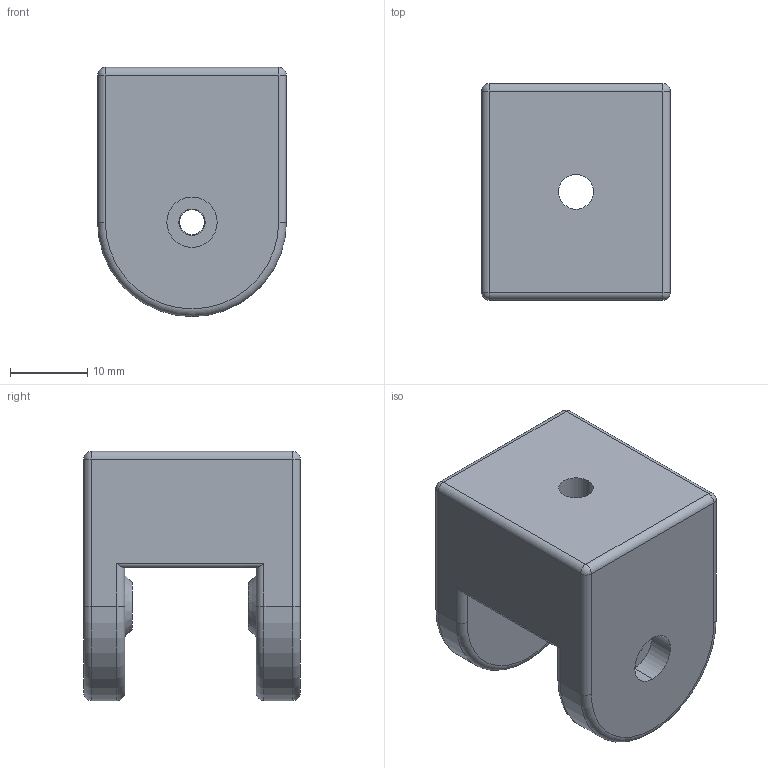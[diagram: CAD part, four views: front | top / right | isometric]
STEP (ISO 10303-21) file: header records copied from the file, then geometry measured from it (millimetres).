
FILE_DESCRIPTION (( 'STEP AP203' ), '1' );
FILE_NAME ('blv-10mm-belt tensioner_v1.STEP', '2019-06-05T08:13:27', ( '' ), ( '' ), 'SwSTEP 2.0', 'SolidWorks 2016', '' );
FILE_SCHEMA (( 'CONFIG_CONTROL_DESIGN' ));
Length unit declared in the file: millimetre
Products named in the file (2): blv-10mm-belt tensioner_v1
Bounding box: 24.4 x 28 x 32.2 mm (x, y, z)
Volume: 11773 mm3; surface area: 5058.7 mm2
Topology: 1 solids, 1 shells, 67 faces, 165 edges, 100 vertices
Faces by surface type: cylinder 29, plane 19, cone 7, torus 4, sphere 4, bspline 4
Entity records: 2220 total; most frequent: CARTESIAN_POINT 496, DIRECTION 337, ORIENTED_EDGE 322, EDGE_CURVE 161, AXIS2_PLACEMENT_3D 137, VERTEX_POINT 100, EDGE_LOOP 77, CIRCLE 72
